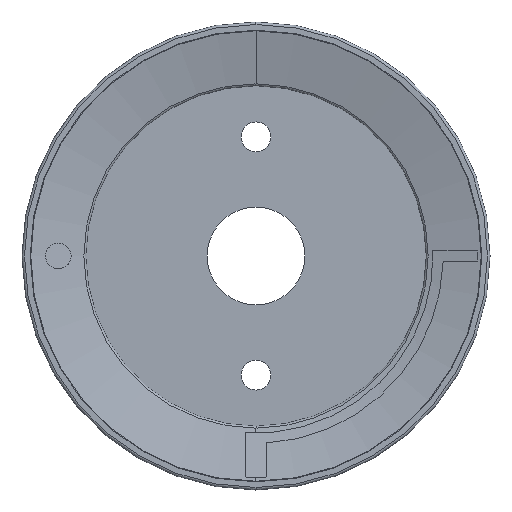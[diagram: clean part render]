
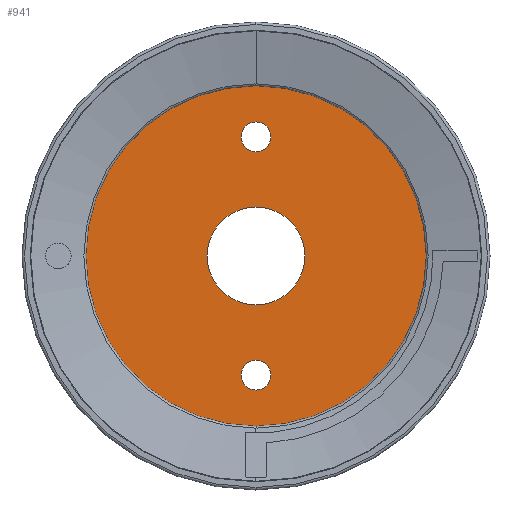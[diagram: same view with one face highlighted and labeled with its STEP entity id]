
A CAD part, left-side view. The second image highlights one B-rep face of the part: STEP entity #941.
In plain terms, the highlighted planar face has unit normal (-1, 0, 0).
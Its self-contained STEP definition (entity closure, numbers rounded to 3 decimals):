
#3 = DIRECTION ( 'NONE',  ( 0., 0., -1. ) ) ;
#5 = CARTESIAN_POINT ( 'NONE',  ( 8., 0., 12.25 ) ) ;
#23 = DIRECTION ( 'NONE',  ( 0., 0., -1. ) ) ;
#36 = CIRCLE ( 'NONE', #173, 1.75 ) ;
#71 = DIRECTION ( 'NONE',  ( -1., 0., 0. ) ) ;
#72 = CIRCLE ( 'NONE', #629, 5.75 ) ;
#110 = VERTEX_POINT ( 'NONE', #452 ) ;
#114 = DIRECTION ( 'NONE',  ( 1., 0., 0. ) ) ;
#116 = EDGE_LOOP ( 'NONE', ( #311, #931 ) ) ;
#126 = EDGE_CURVE ( 'NONE', #466, #709, #234, .T. ) ;
#129 = VERTEX_POINT ( 'NONE', #758 ) ;
#143 = AXIS2_PLACEMENT_3D ( 'NONE', #771, #644, #650 ) ;
#173 = AXIS2_PLACEMENT_3D ( 'NONE', #410, #774, #3 ) ;
#179 = CARTESIAN_POINT ( 'NONE',  ( 8., 0., -12.25 ) ) ;
#181 = FACE_BOUND ( 'NONE', #418, .T. ) ;
#190 = EDGE_LOOP ( 'NONE', ( #980, #374 ) ) ;
#207 = DIRECTION ( 'NONE',  ( 0., 0., -1. ) ) ;
#218 = DIRECTION ( 'NONE',  ( -1., 0., 0. ) ) ;
#221 = AXIS2_PLACEMENT_3D ( 'NONE', #500, #802, #23 ) ;
#234 = CIRCLE ( 'NONE', #691, 20. ) ;
#241 = AXIS2_PLACEMENT_3D ( 'NONE', #849, #405, #558 ) ;
#251 = DIRECTION ( 'NONE',  ( 0., 0., 1. ) ) ;
#269 = VERTEX_POINT ( 'NONE', #5 ) ;
#276 = CARTESIAN_POINT ( 'NONE',  ( 8., 0., -20. ) ) ;
#311 = ORIENTED_EDGE ( 'NONE', *, *, #647, .T. ) ;
#374 = ORIENTED_EDGE ( 'NONE', *, *, #698, .T. ) ;
#390 = CIRCLE ( 'NONE', #942, 5.75 ) ;
#405 = DIRECTION ( 'NONE',  ( -1., 0., 0. ) ) ;
#410 = CARTESIAN_POINT ( 'NONE',  ( 8., 0., -14. ) ) ;
#418 = EDGE_LOOP ( 'NONE', ( #606, #618 ) ) ;
#420 = CIRCLE ( 'NONE', #241, 20. ) ;
#437 = DIRECTION ( 'NONE',  ( 1., 0., 0. ) ) ;
#452 = CARTESIAN_POINT ( 'NONE',  ( 8., 0., 5.75 ) ) ;
#466 = VERTEX_POINT ( 'NONE', #585 ) ;
#477 = EDGE_CURVE ( 'NONE', #110, #129, #72, .T. ) ;
#485 = CARTESIAN_POINT ( 'NONE',  ( 8., 0., 15.75 ) ) ;
#500 = CARTESIAN_POINT ( 'NONE',  ( 8., 20., 0. ) ) ;
#508 = EDGE_CURVE ( 'NONE', #687, #269, #766, .T. ) ;
#517 = CARTESIAN_POINT ( 'NONE',  ( 8., 0., 14. ) ) ;
#546 = EDGE_CURVE ( 'NONE', #759, #776, #736, .T. ) ;
#547 = ORIENTED_EDGE ( 'NONE', *, *, #477, .F. ) ;
#558 = DIRECTION ( 'NONE',  ( 0., 0., 1. ) ) ;
#576 = FACE_BOUND ( 'NONE', #594, .T. ) ;
#585 = CARTESIAN_POINT ( 'NONE',  ( 8., 0., 20. ) ) ;
#594 = EDGE_LOOP ( 'NONE', ( #547, #865 ) ) ;
#606 = ORIENTED_EDGE ( 'NONE', *, *, #967, .T. ) ;
#608 = CARTESIAN_POINT ( 'NONE',  ( 8., 0., 0. ) ) ;
#613 = DIRECTION ( 'NONE',  ( -1., 0., 0. ) ) ;
#618 = ORIENTED_EDGE ( 'NONE', *, *, #508, .T. ) ;
#629 = AXIS2_PLACEMENT_3D ( 'NONE', #608, #71, #898 ) ;
#644 = DIRECTION ( 'NONE',  ( 1., 0., 0. ) ) ;
#647 = EDGE_CURVE ( 'NONE', #776, #759, #36, .T. ) ;
#650 = DIRECTION ( 'NONE',  ( 0., 0., -1. ) ) ;
#670 = EDGE_CURVE ( 'NONE', #129, #110, #390, .T. ) ;
#687 = VERTEX_POINT ( 'NONE', #485 ) ;
#691 = AXIS2_PLACEMENT_3D ( 'NONE', #905, #218, #963 ) ;
#698 = EDGE_CURVE ( 'NONE', #709, #466, #420, .T. ) ;
#709 = VERTEX_POINT ( 'NONE', #276 ) ;
#735 = AXIS2_PLACEMENT_3D ( 'NONE', #517, #114, #207 ) ;
#736 = CIRCLE ( 'NONE', #143, 1.75 ) ;
#739 = FACE_OUTER_BOUND ( 'NONE', #190, .T. ) ;
#758 = CARTESIAN_POINT ( 'NONE',  ( 8., 0., -5.75 ) ) ;
#759 = VERTEX_POINT ( 'NONE', #179 ) ;
#766 = CIRCLE ( 'NONE', #890, 1.75 ) ;
#771 = CARTESIAN_POINT ( 'NONE',  ( 8., 0., -14. ) ) ;
#774 = DIRECTION ( 'NONE',  ( 1., 0., 0. ) ) ;
#776 = VERTEX_POINT ( 'NONE', #804 ) ;
#802 = DIRECTION ( 'NONE',  ( 1., 0., 0. ) ) ;
#804 = CARTESIAN_POINT ( 'NONE',  ( 8., 0., -15.75 ) ) ;
#812 = DIRECTION ( 'NONE',  ( 0., 0., -1. ) ) ;
#849 = CARTESIAN_POINT ( 'NONE',  ( 8., 0., 0. ) ) ;
#865 = ORIENTED_EDGE ( 'NONE', *, *, #670, .F. ) ;
#874 = CIRCLE ( 'NONE', #735, 1.75 ) ;
#876 = PLANE ( 'NONE',  #221 ) ;
#890 = AXIS2_PLACEMENT_3D ( 'NONE', #916, #437, #812 ) ;
#894 = FACE_BOUND ( 'NONE', #116, .T. ) ;
#898 = DIRECTION ( 'NONE',  ( 0., 0., 1. ) ) ;
#905 = CARTESIAN_POINT ( 'NONE',  ( 8., 0., 0. ) ) ;
#916 = CARTESIAN_POINT ( 'NONE',  ( 8., 0., 14. ) ) ;
#931 = ORIENTED_EDGE ( 'NONE', *, *, #546, .T. ) ;
#941 = ADVANCED_FACE ( 'NONE', ( #181, #894, #576, #739 ), #876, .F. ) ;
#942 = AXIS2_PLACEMENT_3D ( 'NONE', #1000, #613, #251 ) ;
#963 = DIRECTION ( 'NONE',  ( 0., 0., 1. ) ) ;
#967 = EDGE_CURVE ( 'NONE', #269, #687, #874, .T. ) ;
#980 = ORIENTED_EDGE ( 'NONE', *, *, #126, .T. ) ;
#1000 = CARTESIAN_POINT ( 'NONE',  ( 8., 0., 0. ) ) ;
